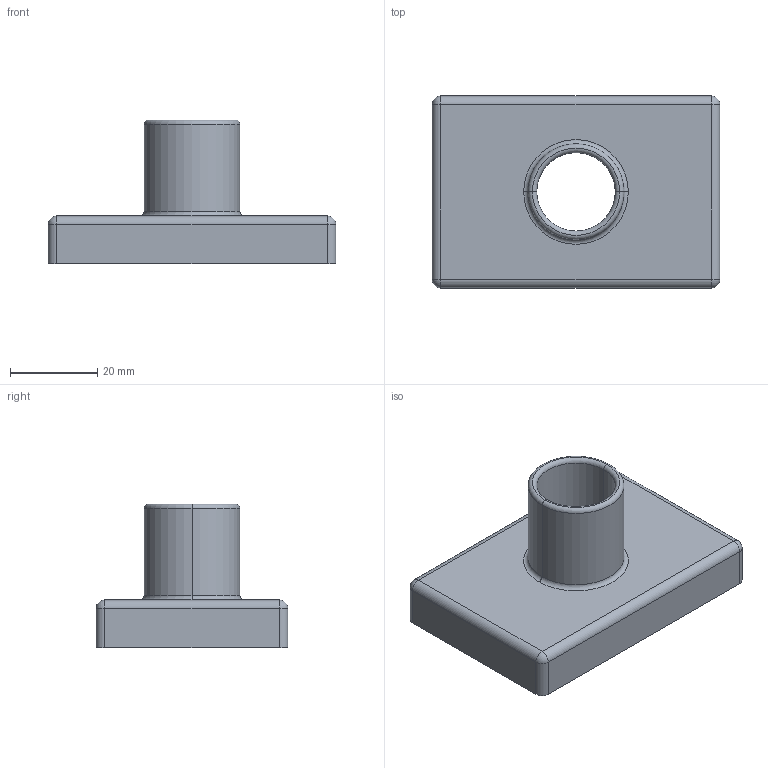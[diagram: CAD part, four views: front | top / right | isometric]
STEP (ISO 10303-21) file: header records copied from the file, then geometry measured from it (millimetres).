
FILE_DESCRIPTION (( 'STEP AP214' ), '1' );
FILE_NAME ('Medical Air Filter Top.STEP', '2020-03-31T00:14:48', ( '' ), ( '' ), 'SwSTEP 2.0', 'SolidWorks 2017', '' );
FILE_SCHEMA (( 'AUTOMOTIVE_DESIGN' ));
Length unit declared in the file: millimetre
Products named in the file (1): Medical Air Filter Top
Bounding box: 66 x 44 x 33 mm (x, y, z)
Volume: 11834.8 mm3; surface area: 11888.6 mm2
Topology: 1 solids, 1 shells, 47 faces, 106 edges, 54 vertices
Faces by surface type: cylinder 20, plane 11, torus 8, sphere 8
Entity records: 1272 total; most frequent: DIRECTION 248, CARTESIAN_POINT 200, ORIENTED_EDGE 196, AXIS2_PLACEMENT_3D 102, EDGE_CURVE 98, CIRCLE 54, VERTEX_POINT 54, EDGE_LOOP 50
